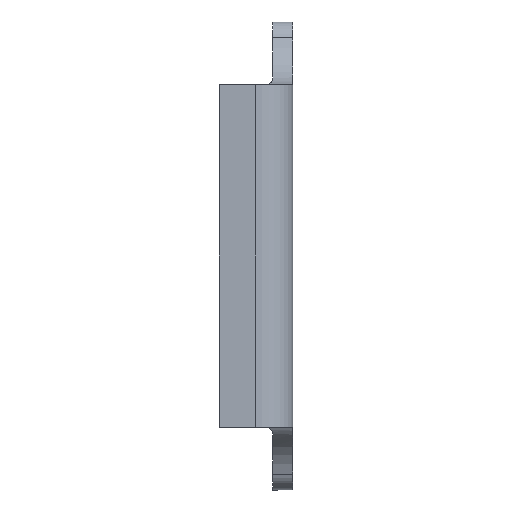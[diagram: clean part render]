
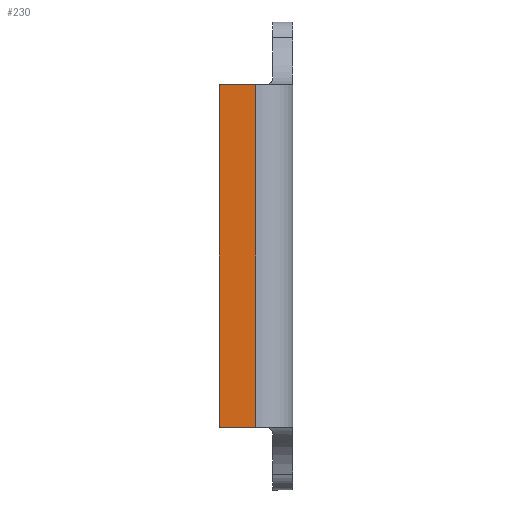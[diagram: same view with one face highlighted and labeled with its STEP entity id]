
A CAD part, left-side view. The second image highlights one B-rep face of the part: STEP entity #230.
In plain terms, the highlighted planar face has unit normal (-1, 0, 0).
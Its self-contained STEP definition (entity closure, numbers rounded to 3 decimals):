
#33 = VERTEX_POINT ( 'NONE', #429 ) ;
#73 = LINE ( 'NONE', #804, #600 ) ;
#122 = VERTEX_POINT ( 'NONE', #787 ) ;
#125 = VERTEX_POINT ( 'NONE', #250 ) ;
#126 = FACE_OUTER_BOUND ( 'NONE', #576, .T. ) ;
#221 = CARTESIAN_POINT ( 'NONE',  ( 0., 11., 0. ) ) ;
#223 = ORIENTED_EDGE ( 'NONE', *, *, #290, .F. ) ;
#230 = ADVANCED_FACE ( 'NONE', ( #126 ), #848, .T. ) ;
#250 = CARTESIAN_POINT ( 'NONE',  ( 0., 11., -51. ) ) ;
#290 = EDGE_CURVE ( 'NONE', #122, #33, #735, .T. ) ;
#313 = DIRECTION ( 'NONE',  ( 0., -1., 0. ) ) ;
#319 = ORIENTED_EDGE ( 'NONE', *, *, #991, .F. ) ;
#349 = VECTOR ( 'NONE', #664, 1000. ) ;
#374 = AXIS2_PLACEMENT_3D ( 'NONE', #538, #719, #1037 ) ;
#378 = EDGE_CURVE ( 'NONE', #122, #125, #469, .T. ) ;
#415 = CARTESIAN_POINT ( 'NONE',  ( 0., 5.5, -51. ) ) ;
#429 = CARTESIAN_POINT ( 'NONE',  ( 0., 5.5, 0. ) ) ;
#469 = LINE ( 'NONE', #998, #349 ) ;
#538 = CARTESIAN_POINT ( 'NONE',  ( 0., 11., 0. ) ) ;
#576 = EDGE_LOOP ( 'NONE', ( #319, #223, #1017, #1344 ) ) ;
#600 = VECTOR ( 'NONE', #1220, 1000. ) ;
#664 = DIRECTION ( 'NONE',  ( 0., 0., -1. ) ) ;
#719 = DIRECTION ( 'NONE',  ( -1., 0., 0. ) ) ;
#735 = LINE ( 'NONE', #221, #1029 ) ;
#787 = CARTESIAN_POINT ( 'NONE',  ( 0., 11., 0. ) ) ;
#804 = CARTESIAN_POINT ( 'NONE',  ( 0., 11., -51. ) ) ;
#848 = PLANE ( 'NONE',  #374 ) ;
#923 = EDGE_CURVE ( 'NONE', #125, #1200, #73, .T. ) ;
#991 = EDGE_CURVE ( 'NONE', #33, #1200, #1040, .T. ) ;
#998 = CARTESIAN_POINT ( 'NONE',  ( 0., 11., 0. ) ) ;
#1017 = ORIENTED_EDGE ( 'NONE', *, *, #378, .T. ) ;
#1029 = VECTOR ( 'NONE', #313, 1000. ) ;
#1037 = DIRECTION ( 'NONE',  ( 0., 0., 1. ) ) ;
#1040 = LINE ( 'NONE', #1354, #1313 ) ;
#1117 = DIRECTION ( 'NONE',  ( 0., 0., -1. ) ) ;
#1200 = VERTEX_POINT ( 'NONE', #415 ) ;
#1220 = DIRECTION ( 'NONE',  ( 0., -1., 0. ) ) ;
#1313 = VECTOR ( 'NONE', #1117, 1000. ) ;
#1344 = ORIENTED_EDGE ( 'NONE', *, *, #923, .T. ) ;
#1354 = CARTESIAN_POINT ( 'NONE',  ( 0., 5.5, -51. ) ) ;
